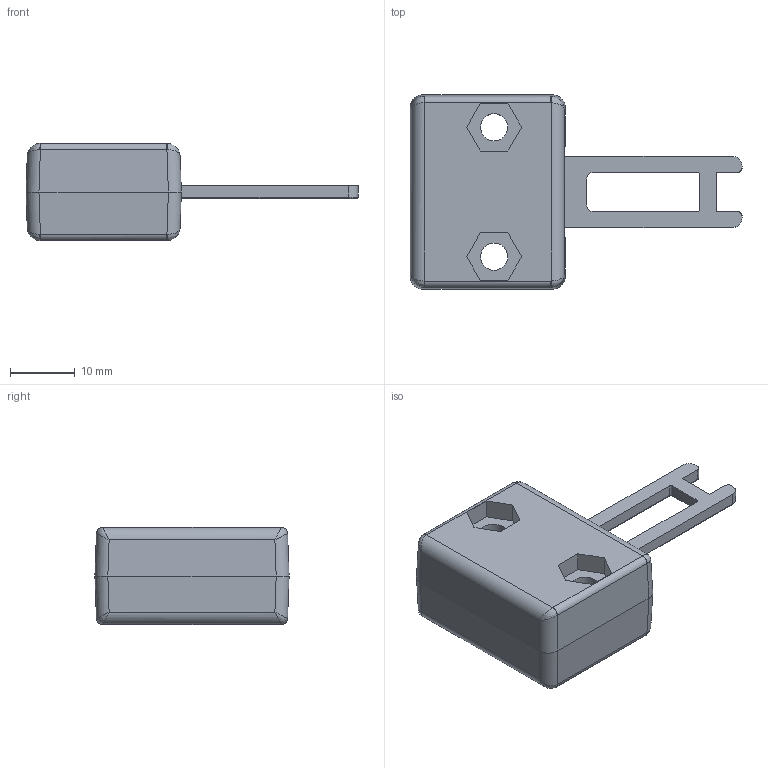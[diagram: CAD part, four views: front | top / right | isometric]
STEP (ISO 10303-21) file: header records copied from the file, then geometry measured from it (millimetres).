
FILE_DESCRIPTION(/* description */ (''),/* implementation_level */ '2;1');
FILE_NAME(/* name */ '3d_KXN5.stp',/* time_stamp */ '2022-12-22T13:54:49+01:00',/* author */ (''),/* organization */ (''),/* preprocessor_version */ 'ST-DEVELOPER v16.7',/* originating_system */ 'SIEMENS PLM Software NX 12.0',/* authorisation */ '');
FILE_SCHEMA (('AUTOMOTIVE_DESIGN { 1 0 10303 214 3 1 1 1 }'));
Length unit declared in the file: millimetre
Products named in the file (1): Rugg5E1478FDacol
Bounding box: 51.3 x 30 x 15 mm (x, y, z)
Surface area: 4246.2 mm2 (no closed solid volume)
Topology: 0 solids, 3 shells, 130 faces, 377 edges, 246 vertices
Faces by surface type: plane 61, cylinder 45, bspline 16, torus 8
Full cylindrical faces by diameter (mm): 4.2 x4
Entity records: 4639 total; most frequent: CARTESIAN_POINT 1314, DIRECTION 655, ORIENTED_EDGE 644, EDGE_CURVE 365, VERTEX_POINT 246, LINE 233, VECTOR 233, AXIS2_PLACEMENT_3D 211
